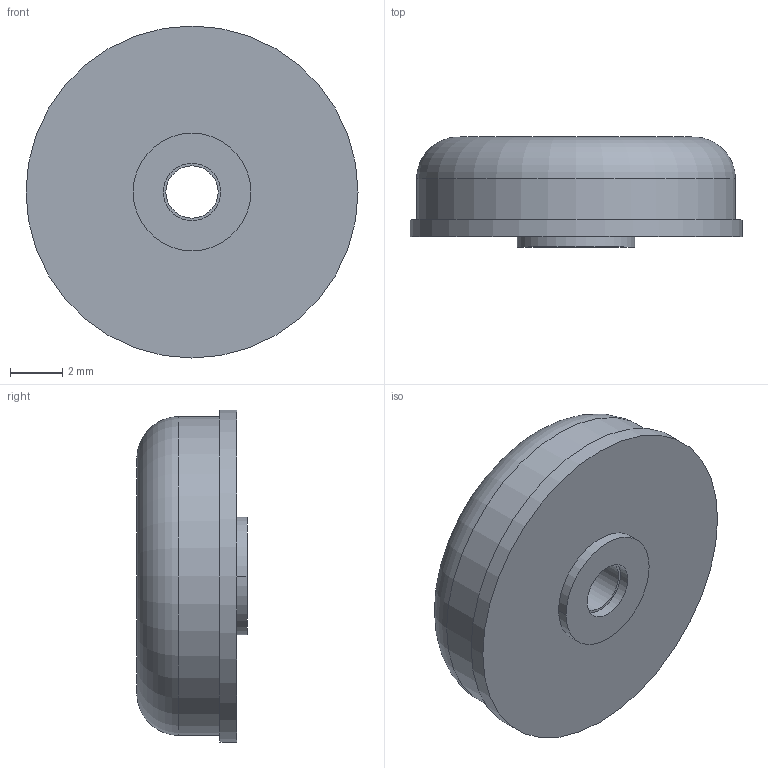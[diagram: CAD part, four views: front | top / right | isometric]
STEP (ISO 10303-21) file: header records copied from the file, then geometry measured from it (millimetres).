
FILE_DESCRIPTION(/* description */ (''),/* implementation_level */ '2;1');
FILE_NAME(/* name */ 'iso mount_v8.step',/* time_stamp */ '2023-01-15T11:57:19-08:00',/* author */ (''),/* organization */ (''),/* preprocessor_version */ 'ST-DEVELOPER v19.2',/* originating_system */ 'Autodesk Translation Framework v11.17.0.187',/* authorisation */ '');
FILE_SCHEMA (('AUTOMOTIVE_DESIGN { 1 0 10303 214 3 1 1 }'));
Length unit declared in the file: millimetre
Products named in the file (4): iso mount; 95495K678_Adhesive-Back Bumpers; M2 washer; 98689A110_General Purpose 18-8 Stainless Steel Washer
Assembly tree (3 placements, depth 3):
  iso mount
    95495K678_Adhesive-Back Bumpers
    M2 washer
      98689A110_General Purpose 18-8 Stainless Steel Washer
Bounding box: 12.7 x 4.21 x 12.7 mm (x, y, z)
Volume: 407.1 mm3; surface area: 430.9 mm2
Topology: 2 solids, 2 shells, 14 faces, 24 edges, 16 vertices
Faces by surface type: cylinder 6, plane 5, torus 2, sphere 1
Full cylindrical faces by diameter (mm): 2 x1, 2.2 x1, 12.192 x1, 12.7 x1
Entity records: 473 total; most frequent: DIRECTION 84, CARTESIAN_POINT 61, ORIENTED_EDGE 48, AXIS2_PLACEMENT_3D 39, EDGE_CURVE 24, EDGE_LOOP 20, CIRCLE 18, VERTEX_POINT 16
